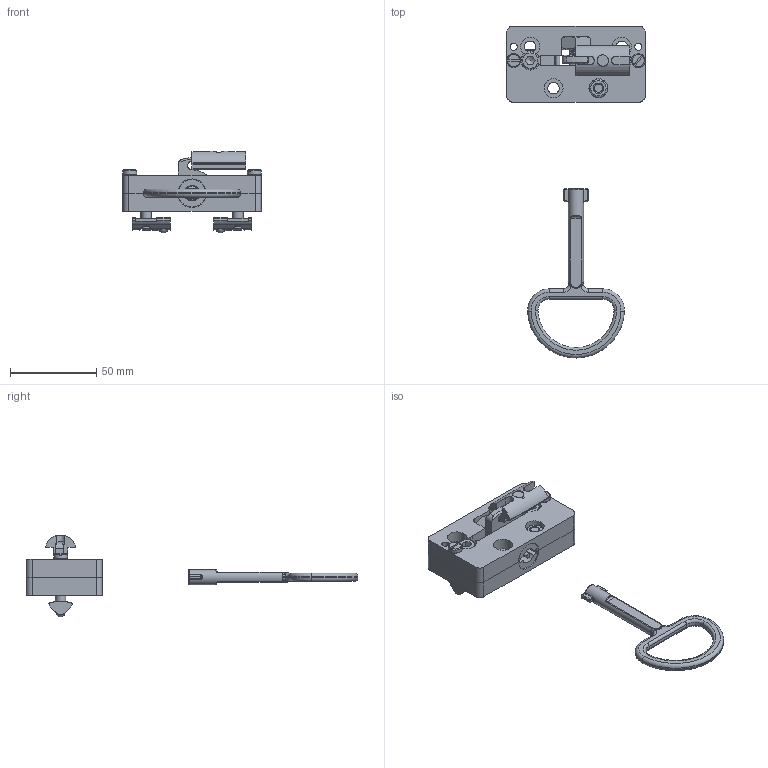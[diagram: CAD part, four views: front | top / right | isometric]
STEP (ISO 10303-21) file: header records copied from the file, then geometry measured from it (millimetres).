
FILE_DESCRIPTION((''),'2;1');
FILE_NAME('SZ0411S_A.stp','2013-08-23T10:45:13',('janine behrens'),(''),'Autodesk Inventor 2012','Autodesk Inventor 2012','');
FILE_SCHEMA(('AUTOMOTIVE_DESIGN { 1 0 10303 214 1 1 1 1 }'));
Length unit declared in the file: millimetre
Products named in the file (18): SZ0411S_A; ME7804480_A; MK8100023_A; ME8100016_A; DIN 934 - ersetzt durch DIN EN 24032/28673/28674 M10; ISO 7380 M6 x 12; DK0934060001_A; DIN EN ISO 4762 M6 x 25; SV2148S_A; MK1630105; MK1630203; MK5100015; MK2402100; SS9900V_A; ME8100014_A; DIN 913  (Regelgewinde) M8 x 10; DIN EN ISO 8734 2,5 x 18 - A; MK8100025_A
Assembly tree (21 placements, depth 3):
  SZ0411S_A
    ME7804480_A  x2
    MK8100023_A
    ME8100016_A
    DIN 934 - ersetzt durch DIN EN 24032/28673/28674 M10
    ISO 7380 M6 x 12
    DK0934060001_A
    DIN EN ISO 4762 M6 x 25  x2
    SV2148S_A  x2
      MK1630105
      MK1630203
      MK5100015
      MK2402100
    SS9900V_A  x2
    ME8100014_A
    DIN 913  (Regelgewinde) M8 x 10
    DIN EN ISO 8734 2,5 x 18 - A
    MK8100025_A
Bounding box: 80 x 192 x 47.4 mm (x, y, z)
Volume: 72223.6 mm3; surface area: 41666.1 mm2
Topology: 23 solids, 23 shells, 634 faces, 1618 edges, 1042 vertices
Faces by surface type: plane 253, cylinder 227, cone 71, torus 59, bspline 14, sphere 10
Full cylindrical faces by diameter (mm): 2.5 x1, 2.75 x1, 3.7 x2, 4.134 x8, 4.9 x2, 4.917 x3, 5 x2, 5.1 x4, 5.2 x1, 6 x3, 6.6 x12, 6.647 x1, 7.5 x2, 8 x11, 8.376 x1, 8.75 x1, 10 x2, 10.5 x1, 11 x4, 11.8 x1, 16 x1
Entity records: 17891 total; most frequent: CARTESIAN_POINT 6604, DIRECTION 2325, ORIENTED_EDGE 2176, EDGE_CURVE 1088, AXIS2_PLACEMENT_3D 944, VERTEX_POINT 734, EDGE_LOOP 586, FACE_OUTER_BOUND 468
